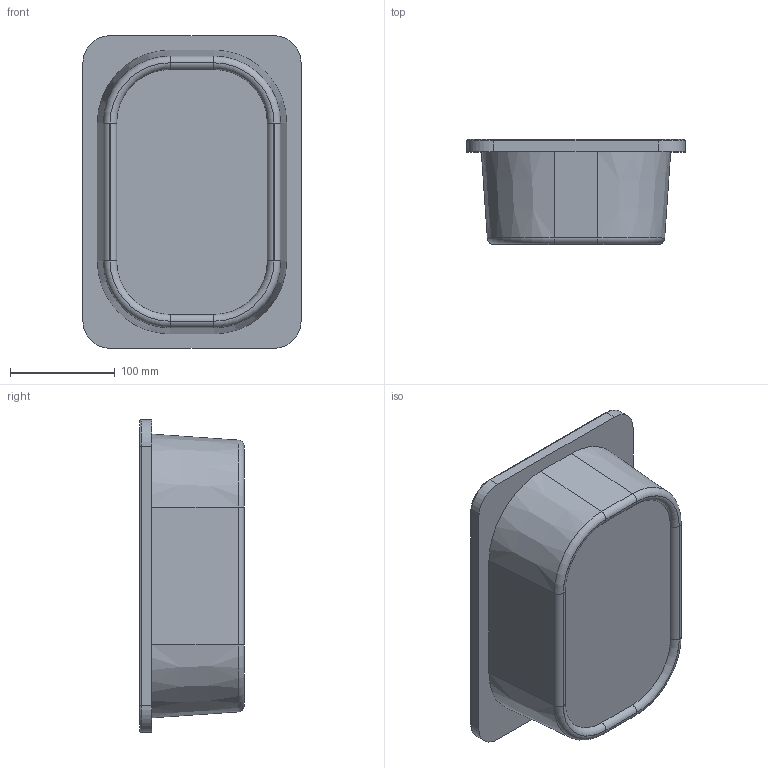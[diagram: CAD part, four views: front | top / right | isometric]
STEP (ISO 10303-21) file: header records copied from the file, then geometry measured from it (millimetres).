
FILE_DESCRIPTION(/* description */ (''),/* implementation_level */ '2;1');
FILE_NAME(/* name */ 'Trofast Half Short Bin.step',/* time_stamp */ '2021-02-11T22:43:39-06:00',/* author */ (''),/* organization */ (''),/* preprocessor_version */ 'ST-DEVELOPER v18.1',/* originating_system */ 'Autodesk Translation Framework v9.7.0.1280',/* authorisation */ '');
FILE_SCHEMA (('AUTOMOTIVE_DESIGN { 1 0 10303 214 3 1 1 }'));
Length unit declared in the file: inch
Products named in the file (2): IKEA Half Short Bin; Component2
Assembly tree (1 placements, depth 2):
  IKEA Half Short Bin
    Component2
Bounding box: 208.36 x 99.95 x 298.45 mm (x, y, z)
Volume: 298657.8 mm3; surface area: 267086.9 mm2
Topology: 1 solids, 1 shells, 111 faces, 256 edges, 152 vertices
Faces by surface type: cylinder 44, torus 36, plane 23, cone 8
Entity records: 3221 total; most frequent: DIRECTION 634, CARTESIAN_POINT 523, ORIENTED_EDGE 512, AXIS2_PLACEMENT_3D 263, EDGE_CURVE 256, VERTEX_POINT 152, CIRCLE 148, EDGE_LOOP 116
